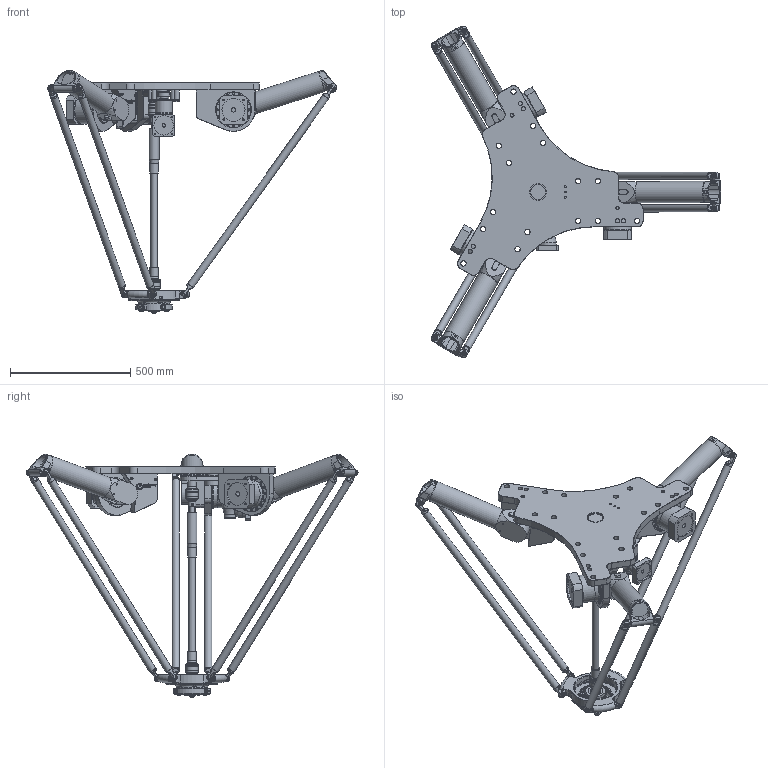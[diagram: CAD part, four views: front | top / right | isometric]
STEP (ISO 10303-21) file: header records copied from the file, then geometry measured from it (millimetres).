
FILE_DESCRIPTION(/* description */ (''),/* implementation_level */ '2;1');
FILE_NAME(/* name */ '3D-model_A_00833-TS1-ATS.stp',/* time_stamp */ '2022-02-07T17:06:17+01:00',/* author */ ('michael.schutter'),/* organization */ ('Majatronic'),/* preprocessor_version */ 'ST-DEVELOPER v16.5',/* originating_system */ 'Autodesk Inventor 2017',/* authorisation */ '');
FILE_SCHEMA (('AUTOMOTIVE_DESIGN { 1 0 10303 214 3 1 1 }'));
Length unit declared in the file: millimetre
Products named in the file (13): A_00833-TS1-ATS_DUMMY; MT_BGR00018058MT_BGR; MT_WST00054336MT_WST; MT_WST00055606MT_WST; MT_WST00055005MT_WST; MT_WST00055470MT_WST; MT_WST00050309MT_WST; MT_WST00054372MT_WST; MT_WST00054373MT_WST; MT_WST00102622; MT_WST00058878MT_WST; MT_WST00058879MT_WST; MT_WST00064987MT_WST
Assembly tree (26 placements, depth 3):
  A_00833-TS1-ATS_DUMMY
    MT_BGR00018058MT_BGR
      MT_WST00054336MT_WST
      MT_WST00055606MT_WST
    MT_WST00055005MT_WST  x3
    MT_WST00050309MT_WST  x6
    MT_WST00055470MT_WST  x6
    MT_WST00054372MT_WST
    MT_WST00054373MT_WST
    MT_WST00058879MT_WST  x2
    MT_WST00058878MT_WST  x2
    MT_WST00102622
    MT_WST00064987MT_WST
Bounding box: 1201.13 x 1379.04 x 1011.22 mm (x, y, z)
Volume: 33490103.4 mm3; surface area: 2989075.3 mm2
Topology: 25 solids, 29 shells, 3455 faces, 8069 edges, 5110 vertices
Faces by surface type: plane 1553, cylinder 1071, bspline 387, cone 277, torus 160, sphere 7
Full cylindrical faces by diameter (mm): 4 x2, 4.917 x15, 5 x8, 6 x13, 6.5 x4, 6.647 x13, 8 x74, 8.5 x48, 9.6 x3, 10 x5, 10.1 x2, 11.45 x10, 12 x22, 13 x10, 14 x11, 14.5 x1, 15 x2, 15.4 x3, 16 x22, 17.294 x6, 18 x48, 19 x13, 19.7 x1, 20 x4, 22 x15, 23 x1, 23.9 x1, 24 x1, 25 x4, 25.5 x1
Entity records: 76845 total; most frequent: CARTESIAN_POINT 27401, DIRECTION 10224, ORIENTED_EDGE 8994, EDGE_CURVE 4496, AXIS2_PLACEMENT_3D 3902, VERTEX_POINT 3175, EDGE_LOOP 3161, LINE 2420
